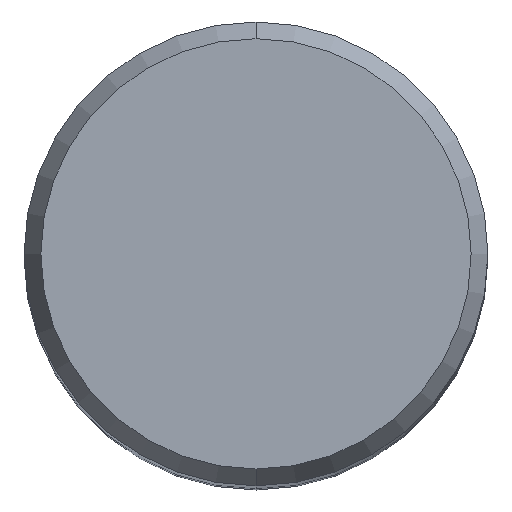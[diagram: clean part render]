
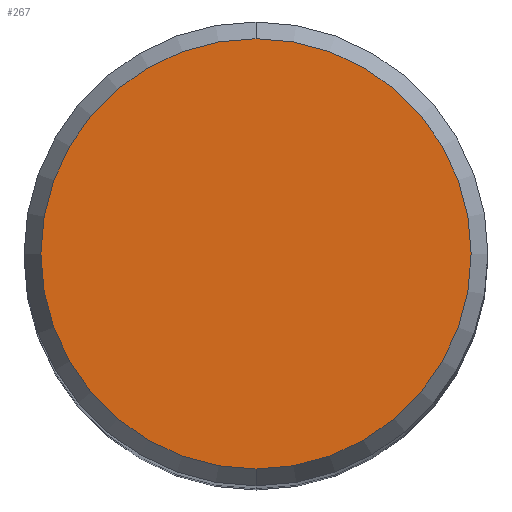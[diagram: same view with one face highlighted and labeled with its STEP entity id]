
A CAD part, top view. The second image highlights one B-rep face of the part: STEP entity #267.
In plain terms, the highlighted planar face has unit normal (0, 0, 1).
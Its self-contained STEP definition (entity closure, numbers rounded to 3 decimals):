
#197=EDGE_CURVE('',#229,#375,#467,.T.);
#223=EDGE_CURVE('',#375,#229,#495,.T.);
#229=VERTEX_POINT('',#501);
#267=ADVANCED_FACE('',(#542),#543,.T.);
#375=VERTEX_POINT('',#667);
#467=CIRCLE('',#831,8.837);
#495=CIRCLE('',#921,8.837);
#501=CARTESIAN_POINT('',(0.,-8.837,0.));
#542=FACE_OUTER_BOUND('',#1019,.T.);
#543=PLANE('',#1020);
#667=CARTESIAN_POINT('',(0.0,8.837,0.));
#831=AXIS2_PLACEMENT_3D('',#1449,#1450,#1451);
#921=AXIS2_PLACEMENT_3D('',#1479,#1480,#1481);
#1019=EDGE_LOOP('',(#1524,#1525));
#1020=AXIS2_PLACEMENT_3D('',#1526,#1527,#1528);
#1449=CARTESIAN_POINT('',(0.0,0.0,0.));
#1450=DIRECTION('',(0.0,0.0,-1.0));
#1451=DIRECTION('',(0.0,1.0,0.0));
#1479=CARTESIAN_POINT('',(0.0,0.0,0.));
#1480=DIRECTION('',(0.0,0.0,-1.0));
#1481=DIRECTION('',(0.0,1.0,0.0));
#1524=ORIENTED_EDGE('',*,*,#223,.F.);
#1525=ORIENTED_EDGE('',*,*,#197,.F.);
#1526=CARTESIAN_POINT('',(0.0,4.419,0.));
#1527=DIRECTION('',(-0.0,0.0,1.0));
#1528=DIRECTION('',(0.0,-1.0,0.0));
